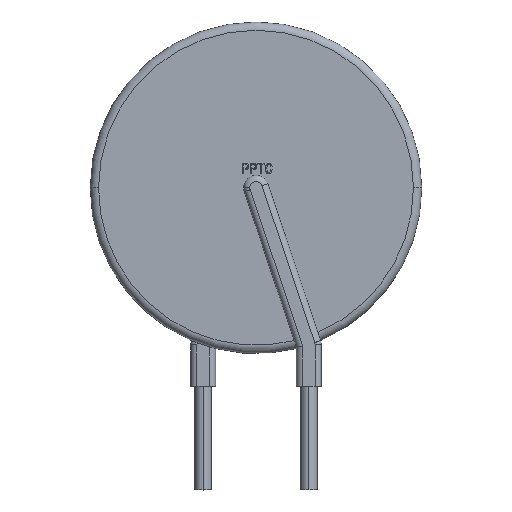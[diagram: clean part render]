
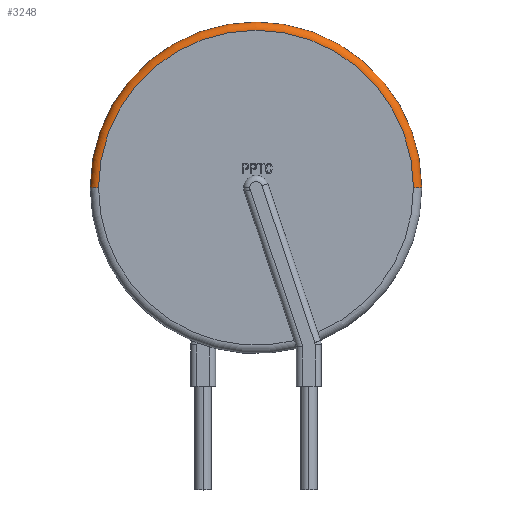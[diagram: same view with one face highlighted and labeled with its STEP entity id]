
A CAD part, top view. The second image highlights one B-rep face of the part: STEP entity #3248.
In plain terms, the highlighted toroidal (fillet/blend) face has major radius 7.6 mm and minor radius 0.4 mm.
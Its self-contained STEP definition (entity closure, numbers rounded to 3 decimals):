
#90 = ORIENTED_EDGE ( 'NONE', *, *, #647, .F. ) ;
#127 = DIRECTION ( 'NONE',  ( 0., 0., 1. ) ) ;
#647 = EDGE_CURVE ( 'NONE', #3657, #1012, #4778, .T. ) ;
#823 = AXIS2_PLACEMENT_3D ( 'NONE', #5734, #1119, #5656 ) ;
#919 = CARTESIAN_POINT ( 'NONE',  ( -7.6, 0., 0.3 ) ) ;
#1012 = VERTEX_POINT ( 'NONE', #3850 ) ;
#1119 = DIRECTION ( 'NONE',  ( 0., 0., 1. ) ) ;
#1170 = DIRECTION ( 'NONE',  ( 0., 0., -1. ) ) ;
#1414 = CARTESIAN_POINT ( 'NONE',  ( 0., 0., 0.7 ) ) ;
#1648 = VERTEX_POINT ( 'NONE', #3016 ) ;
#1683 = EDGE_CURVE ( 'NONE', #3657, #1648, #2798, .T. ) ;
#1892 = EDGE_LOOP ( 'NONE', ( #90, #3123, #3225, #5791 ) ) ;
#1945 = AXIS2_PLACEMENT_3D ( 'NONE', #3801, #5650, #4368 ) ;
#1947 = DIRECTION ( 'NONE',  ( 1., 0., 0. ) ) ;
#2180 = DIRECTION ( 'NONE',  ( -1., 0., 0. ) ) ;
#2265 = DIRECTION ( 'NONE',  ( 0., 1., 0. ) ) ;
#2326 = FACE_OUTER_BOUND ( 'NONE', #1892, .T. ) ;
#2338 = TOROIDAL_SURFACE ( 'NONE', #823, 7.6, 0.4 ) ;
#2560 = EDGE_CURVE ( 'NONE', #1012, #3329, #5711, .T. ) ;
#2798 = CIRCLE ( 'NONE', #3741, 0.4 ) ;
#3016 = CARTESIAN_POINT ( 'NONE',  ( -7.6, 0., 0.7 ) ) ;
#3123 = ORIENTED_EDGE ( 'NONE', *, *, #1683, .T. ) ;
#3225 = ORIENTED_EDGE ( 'NONE', *, *, #5692, .F. ) ;
#3248 = ADVANCED_FACE ( 'NONE', ( #2326 ), #2338, .T. ) ;
#3329 = VERTEX_POINT ( 'NONE', #4134 ) ;
#3479 = AXIS2_PLACEMENT_3D ( 'NONE', #1414, #127, #1947 ) ;
#3528 = AXIS2_PLACEMENT_3D ( 'NONE', #5265, #5626, #1170 ) ;
#3657 = VERTEX_POINT ( 'NONE', #5857 ) ;
#3741 = AXIS2_PLACEMENT_3D ( 'NONE', #919, #2265, #2180 ) ;
#3801 = CARTESIAN_POINT ( 'NONE',  ( 0., 0., 0.3 ) ) ;
#3850 = CARTESIAN_POINT ( 'NONE',  ( 8., 0., 0.3 ) ) ;
#4134 = CARTESIAN_POINT ( 'NONE',  ( 7.6, 0., 0.7 ) ) ;
#4368 = DIRECTION ( 'NONE',  ( 1., 0., 0. ) ) ;
#4778 = CIRCLE ( 'NONE', #1945, 8. ) ;
#4815 = CIRCLE ( 'NONE', #3479, 7.6 ) ;
#5265 = CARTESIAN_POINT ( 'NONE',  ( 7.6, 0., 0.3 ) ) ;
#5626 = DIRECTION ( 'NONE',  ( 0., -1., 0. ) ) ;
#5650 = DIRECTION ( 'NONE',  ( 0., 0., -1. ) ) ;
#5656 = DIRECTION ( 'NONE',  ( 1., 0., 0. ) ) ;
#5692 = EDGE_CURVE ( 'NONE', #3329, #1648, #4815, .T. ) ;
#5711 = CIRCLE ( 'NONE', #3528, 0.4 ) ;
#5734 = CARTESIAN_POINT ( 'NONE',  ( 0., 0., 0.3 ) ) ;
#5791 = ORIENTED_EDGE ( 'NONE', *, *, #2560, .F. ) ;
#5857 = CARTESIAN_POINT ( 'NONE',  ( -8., 0., 0.3 ) ) ;
